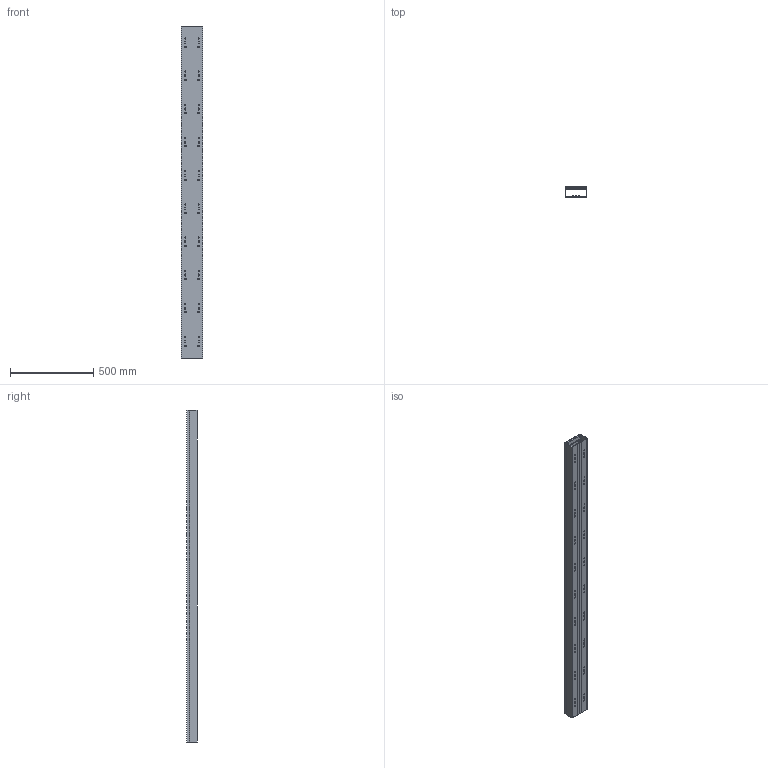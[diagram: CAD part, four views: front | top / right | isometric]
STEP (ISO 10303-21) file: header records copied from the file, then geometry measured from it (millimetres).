
FILE_DESCRIPTION (( 'STEP AP214' ), '1' );
FILE_NAME ('6191223.stp', '2022-02-17T10:35:18', ( '' ), ( '' ), 'SwSTEP 2.0', 'SolidWorks 2020', '' );
FILE_SCHEMA (( 'AUTOMOTIVE_DESIGN' ));
Length unit declared in the file: millimetre
Products named in the file (4): WDK 01.003-014; WDK 01.002-030; WDK 03.001-004; 6191223
Assembly tree (4 placements, depth 2):
  6191223
    WDK 01.002-030
    WDK 01.003-014
    WDK 03.001-004  x2
Bounding box: 129.6 x 60.8 x 2000 mm (x, y, z)
Volume: 2028401.2 mm3; surface area: 1806826.7 mm2
Topology: 4 solids, 4 shells, 420 faces, 1230 edges, 820 vertices
Faces by surface type: plane 267, cylinder 153
Entity records: 12856 total; most frequent: CARTESIAN_POINT 2226, ORIENTED_EDGE 2196, DIRECTION 2146, EDGE_CURVE 1098, LINE 806, VECTOR 806, VERTEX_POINT 732, AXIS2_PLACEMENT_3D 670
